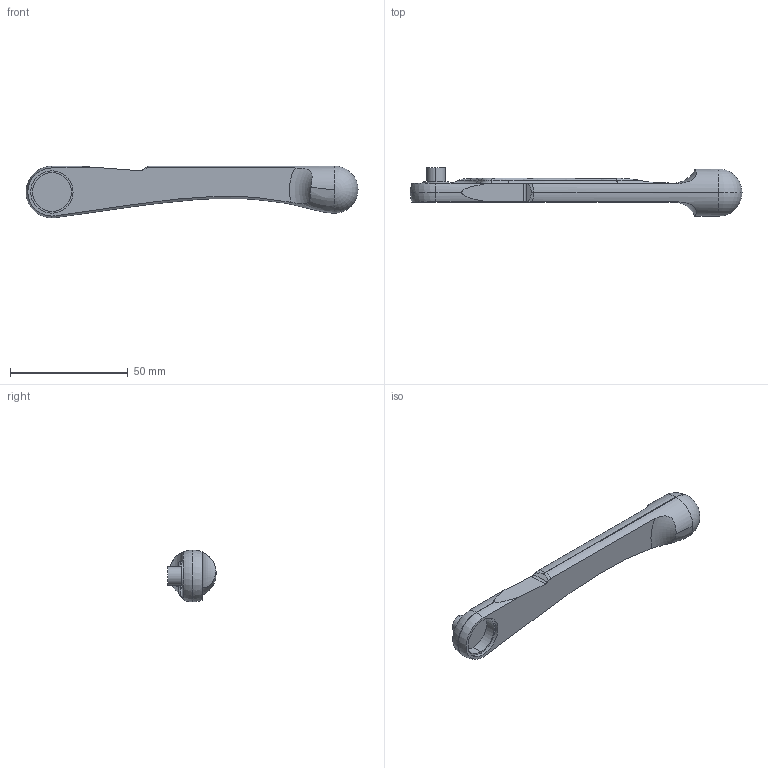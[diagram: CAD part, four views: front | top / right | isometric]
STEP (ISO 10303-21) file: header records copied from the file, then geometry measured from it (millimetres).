
FILE_DESCRIPTION (( 'STEP AP214' ), '1' );
FILE_NAME ('shin_right_x2.STEP', '2021-05-02T04:45:58', ( '' ), ( '' ), 'SwSTEP 2.0', 'SolidWorks 2019', '' );
FILE_SCHEMA (( 'AUTOMOTIVE_DESIGN' ));
Length unit declared in the file: millimetre
Products named in the file (1): shin_right_x2
Bounding box: 141 x 20.5 x 22 mm (x, y, z)
Volume: 20710.6 mm3; surface area: 7744.9 mm2
Topology: 1 solids, 1 shells, 55 faces, 129 edges, 81 vertices
Faces by surface type: cylinder 21, torus 15, plane 14, bspline 5
Entity records: 2185 total; most frequent: CARTESIAN_POINT 914, DIRECTION 265, ORIENTED_EDGE 258, EDGE_CURVE 129, AXIS2_PLACEMENT_3D 114, VERTEX_POINT 81, CIRCLE 63, EDGE_LOOP 60
